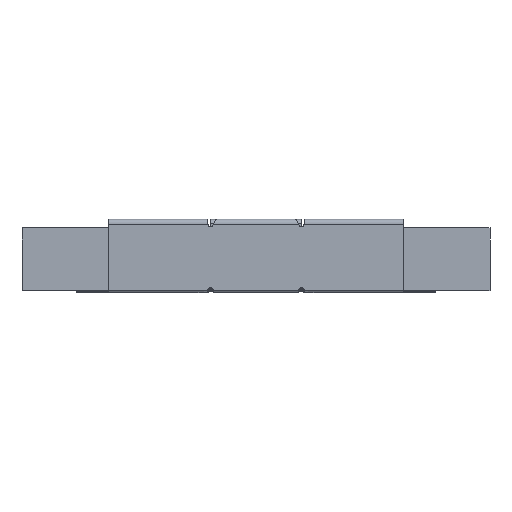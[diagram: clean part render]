
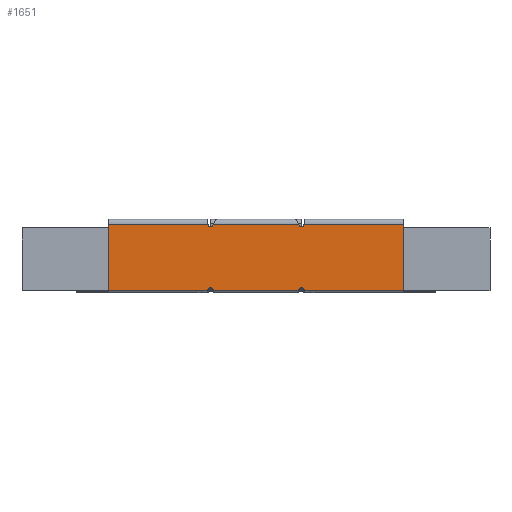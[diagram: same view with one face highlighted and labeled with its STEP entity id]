
A CAD part, top view. The second image highlights one B-rep face of the part: STEP entity #1651.
In plain terms, the highlighted face is planar.
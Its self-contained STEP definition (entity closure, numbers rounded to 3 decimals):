
#20 = CARTESIAN_POINT ( 'NONE',  ( -15., 1.75, -114.725 ) ) ;
#25 = EDGE_CURVE ( 'NONE', #659, #3867, #1545, .T. ) ;
#109 = CARTESIAN_POINT ( 'NONE',  ( -15., 1.75, -77.35 ) ) ;
#112 = DIRECTION ( 'NONE',  ( 0., -1., 0. ) ) ;
#115 = CIRCLE ( 'NONE', #3158, 2. ) ;
#124 = VERTEX_POINT ( 'NONE', #612 ) ;
#156 = EDGE_CURVE ( 'NONE', #4086, #1334, #3196, .T. ) ;
#238 = EDGE_LOOP ( 'NONE', ( #1931, #3692, #3215, #1812, #2970, #746, #1506, #3700, #3191, #1493, #1602, #511, #3555, #3147, #1018, #1687 ) ) ;
#244 = VERTEX_POINT ( 'NONE', #628 ) ;
#247 = PLANE ( 'NONE',  #2918 ) ;
#251 = CARTESIAN_POINT ( 'NONE',  ( -15., 53.25, 0. ) ) ;
#327 = AXIS2_PLACEMENT_3D ( 'NONE', #985, #3543, #3165 ) ;
#333 = FACE_OUTER_BOUND ( 'NONE', #238, .T. ) ;
#405 = LINE ( 'NONE', #1363, #3369 ) ;
#511 = ORIENTED_EDGE ( 'NONE', *, *, #2254, .T. ) ;
#596 = EDGE_CURVE ( 'NONE', #2341, #2771, #3226, .T. ) ;
#598 = LINE ( 'NONE', #2552, #2219 ) ;
#612 = CARTESIAN_POINT ( 'NONE',  ( -15., 3.75, -79.35 ) ) ;
#628 = CARTESIAN_POINT ( 'NONE',  ( -15., 1.75, -148.101 ) ) ;
#659 = VERTEX_POINT ( 'NONE', #2885 ) ;
#669 = EDGE_CURVE ( 'NONE', #2771, #1251, #405, .T. ) ;
#746 = ORIENTED_EDGE ( 'NONE', *, *, #2513, .T. ) ;
#805 = DIRECTION ( 'NONE',  ( 0., -1., 0. ) ) ;
#891 = VERTEX_POINT ( 'NONE', #1496 ) ;
#895 = CARTESIAN_POINT ( 'NONE',  ( -15., 53.25, -114.725 ) ) ;
#901 = EDGE_CURVE ( 'NONE', #659, #3941, #2426, .T. ) ;
#931 = CARTESIAN_POINT ( 'NONE',  ( -15., 0., -114.725 ) ) ;
#933 = CARTESIAN_POINT ( 'NONE',  ( -15., 52.25, -148.368 ) ) ;
#952 = CARTESIAN_POINT ( 'NONE',  ( -15., 53.25, -147.791 ) ) ;
#985 = CARTESIAN_POINT ( 'NONE',  ( -15., 1.75, -150.101 ) ) ;
#996 = VERTEX_POINT ( 'NONE', #2612 ) ;
#1018 = ORIENTED_EDGE ( 'NONE', *, *, #3338, .T. ) ;
#1024 = CARTESIAN_POINT ( 'NONE',  ( -15., 53.25, -81.659 ) ) ;
#1066 = EDGE_CURVE ( 'NONE', #2127, #4009, #3571, .T. ) ;
#1145 = VECTOR ( 'NONE', #3144, 1000. ) ;
#1245 = CARTESIAN_POINT ( 'NONE',  ( -15., 53.25, -114.725 ) ) ;
#1250 = CARTESIAN_POINT ( 'NONE',  ( -15., 52.25, -81.082 ) ) ;
#1251 = VERTEX_POINT ( 'NONE', #2089 ) ;
#1259 = DIRECTION ( 'NONE',  ( 0., 0., 1. ) ) ;
#1296 = DIRECTION ( 'NONE',  ( 0., 0., 1. ) ) ;
#1315 = DIRECTION ( 'NONE',  ( -1., 0., 0. ) ) ;
#1334 = VERTEX_POINT ( 'NONE', #1024 ) ;
#1347 = DIRECTION ( 'NONE',  ( 0., 0., -1. ) ) ;
#1363 = CARTESIAN_POINT ( 'NONE',  ( -15., 0., -229.451 ) ) ;
#1368 = CARTESIAN_POINT ( 'NONE',  ( -15., 0., 0. ) ) ;
#1481 = EDGE_CURVE ( 'NONE', #244, #891, #598, .T. ) ;
#1489 = DIRECTION ( 'NONE',  ( 0., 1., 0. ) ) ;
#1493 = ORIENTED_EDGE ( 'NONE', *, *, #4095, .F. ) ;
#1496 = CARTESIAN_POINT ( 'NONE',  ( -15., 1.75, -81.35 ) ) ;
#1506 = ORIENTED_EDGE ( 'NONE', *, *, #669, .F. ) ;
#1526 = VECTOR ( 'NONE', #2845, 1000. ) ;
#1545 = CIRCLE ( 'NONE', #3854, 2. ) ;
#1576 = DIRECTION ( 'NONE',  ( 0., 0.866, 0.5 ) ) ;
#1577 = CARTESIAN_POINT ( 'NONE',  ( -15., 1.75, -150.101 ) ) ;
#1602 = ORIENTED_EDGE ( 'NONE', *, *, #1481, .T. ) ;
#1626 = LINE ( 'NONE', #1245, #1526 ) ;
#1651 = ADVANCED_FACE ( 'NONE', ( #333 ), #247, .F. ) ;
#1687 = ORIENTED_EDGE ( 'NONE', *, *, #901, .F. ) ;
#1746 = DIRECTION ( 'NONE',  ( -1., 0., 0. ) ) ;
#1765 = EDGE_CURVE ( 'NONE', #1890, #996, #2819, .T. ) ;
#1812 = ORIENTED_EDGE ( 'NONE', *, *, #2818, .F. ) ;
#1848 = LINE ( 'NONE', #1250, #3693 ) ;
#1880 = DIRECTION ( 'NONE',  ( 0., 0., 1. ) ) ;
#1890 = VERTEX_POINT ( 'NONE', #109 ) ;
#1897 = DIRECTION ( 'NONE',  ( 1., 0., 0. ) ) ;
#1931 = ORIENTED_EDGE ( 'NONE', *, *, #25, .T. ) ;
#1962 = CARTESIAN_POINT ( 'NONE',  ( -15., 53.25, -152.101 ) ) ;
#2089 = CARTESIAN_POINT ( 'NONE',  ( -15., 53.25, -229.451 ) ) ;
#2127 = VERTEX_POINT ( 'NONE', #1962 ) ;
#2219 = VECTOR ( 'NONE', #1880, 1000. ) ;
#2254 = EDGE_CURVE ( 'NONE', #891, #124, #3204, .T. ) ;
#2276 = AXIS2_PLACEMENT_3D ( 'NONE', #2645, #3602, #112 ) ;
#2329 = VECTOR ( 'NONE', #1576, 1000. ) ;
#2339 = DIRECTION ( 'NONE',  ( 1., 0., 0. ) ) ;
#2341 = VERTEX_POINT ( 'NONE', #2488 ) ;
#2426 = LINE ( 'NONE', #895, #1145 ) ;
#2488 = CARTESIAN_POINT ( 'NONE',  ( -15., 1.75, -152.101 ) ) ;
#2513 = EDGE_CURVE ( 'NONE', #2127, #1251, #1626, .T. ) ;
#2552 = CARTESIAN_POINT ( 'NONE',  ( -15., 1.75, -114.725 ) ) ;
#2577 = DIRECTION ( 'NONE',  ( 0., 1., 0. ) ) ;
#2607 = VECTOR ( 'NONE', #1296, 1000. ) ;
#2612 = CARTESIAN_POINT ( 'NONE',  ( -15., 1.75, 0. ) ) ;
#2633 = CARTESIAN_POINT ( 'NONE',  ( -15., 1.75, -114.725 ) ) ;
#2645 = CARTESIAN_POINT ( 'NONE',  ( -15., 1.75, -79.35 ) ) ;
#2673 = CIRCLE ( 'NONE', #327, 2. ) ;
#2684 = CARTESIAN_POINT ( 'NONE',  ( -15., 3.75, -150.101 ) ) ;
#2695 = CARTESIAN_POINT ( 'NONE',  ( -15., 1.75, -79.35 ) ) ;
#2707 = CARTESIAN_POINT ( 'NONE',  ( -15., 53.25, -79.35 ) ) ;
#2730 = CARTESIAN_POINT ( 'NONE',  ( -15., 1.75, -229.451 ) ) ;
#2771 = VERTEX_POINT ( 'NONE', #2730 ) ;
#2818 = EDGE_CURVE ( 'NONE', #4009, #4086, #3181, .T. ) ;
#2819 = LINE ( 'NONE', #20, #2607 ) ;
#2821 = CARTESIAN_POINT ( 'NONE',  ( -15., 52.25, -81.082 ) ) ;
#2845 = DIRECTION ( 'NONE',  ( 0., 0., -1. ) ) ;
#2885 = CARTESIAN_POINT ( 'NONE',  ( -15., 53.25, -77.35 ) ) ;
#2918 = AXIS2_PLACEMENT_3D ( 'NONE', #931, #1897, #3180 ) ;
#2970 = ORIENTED_EDGE ( 'NONE', *, *, #1066, .F. ) ;
#2971 = DIRECTION ( 'NONE',  ( 0., 1., 0. ) ) ;
#3010 = CIRCLE ( 'NONE', #2276, 2. ) ;
#3049 = VERTEX_POINT ( 'NONE', #2684 ) ;
#3072 = VECTOR ( 'NONE', #2971, 1000. ) ;
#3144 = DIRECTION ( 'NONE',  ( 0., 0., 1. ) ) ;
#3147 = ORIENTED_EDGE ( 'NONE', *, *, #1765, .T. ) ;
#3158 = AXIS2_PLACEMENT_3D ( 'NONE', #1577, #1315, #3240 ) ;
#3165 = DIRECTION ( 'NONE',  ( 0., -1., 0. ) ) ;
#3167 = AXIS2_PLACEMENT_3D ( 'NONE', #3716, #1746, #3737 ) ;
#3180 = DIRECTION ( 'NONE',  ( 0., 1., 0. ) ) ;
#3181 = LINE ( 'NONE', #933, #2329 ) ;
#3191 = ORIENTED_EDGE ( 'NONE', *, *, #3997, .F. ) ;
#3196 = LINE ( 'NONE', #3563, #3433 ) ;
#3204 = CIRCLE ( 'NONE', #3894, 2. ) ;
#3215 = ORIENTED_EDGE ( 'NONE', *, *, #156, .F. ) ;
#3226 = LINE ( 'NONE', #2633, #3984 ) ;
#3240 = DIRECTION ( 'NONE',  ( 0., -1., 0. ) ) ;
#3253 = LINE ( 'NONE', #1368, #3072 ) ;
#3338 = EDGE_CURVE ( 'NONE', #996, #3941, #3253, .T. ) ;
#3369 = VECTOR ( 'NONE', #2577, 1000. ) ;
#3433 = VECTOR ( 'NONE', #1259, 1000. ) ;
#3508 = CARTESIAN_POINT ( 'NONE',  ( -15., 52.25, -148.368 ) ) ;
#3543 = DIRECTION ( 'NONE',  ( -1., 0., 0. ) ) ;
#3555 = ORIENTED_EDGE ( 'NONE', *, *, #4144, .T. ) ;
#3563 = CARTESIAN_POINT ( 'NONE',  ( -15., 53.25, -114.725 ) ) ;
#3571 = CIRCLE ( 'NONE', #3167, 2. ) ;
#3602 = DIRECTION ( 'NONE',  ( 1., 0., 0. ) ) ;
#3654 = EDGE_CURVE ( 'NONE', #3867, #1334, #1848, .T. ) ;
#3692 = ORIENTED_EDGE ( 'NONE', *, *, #3654, .T. ) ;
#3693 = VECTOR ( 'NONE', #4180, 1000. ) ;
#3700 = ORIENTED_EDGE ( 'NONE', *, *, #596, .F. ) ;
#3716 = CARTESIAN_POINT ( 'NONE',  ( -15., 53.25, -150.101 ) ) ;
#3737 = DIRECTION ( 'NONE',  ( 0., 1., 0. ) ) ;
#3854 = AXIS2_PLACEMENT_3D ( 'NONE', #2707, #4010, #1489 ) ;
#3867 = VERTEX_POINT ( 'NONE', #2821 ) ;
#3894 = AXIS2_PLACEMENT_3D ( 'NONE', #2695, #2339, #805 ) ;
#3941 = VERTEX_POINT ( 'NONE', #251 ) ;
#3984 = VECTOR ( 'NONE', #1347, 1000. ) ;
#3997 = EDGE_CURVE ( 'NONE', #3049, #2341, #2673, .T. ) ;
#4009 = VERTEX_POINT ( 'NONE', #3508 ) ;
#4010 = DIRECTION ( 'NONE',  ( 1., 0., 0. ) ) ;
#4086 = VERTEX_POINT ( 'NONE', #952 ) ;
#4095 = EDGE_CURVE ( 'NONE', #244, #3049, #115, .T. ) ;
#4144 = EDGE_CURVE ( 'NONE', #124, #1890, #3010, .T. ) ;
#4180 = DIRECTION ( 'NONE',  ( 0., 0.866, -0.5 ) ) ;
